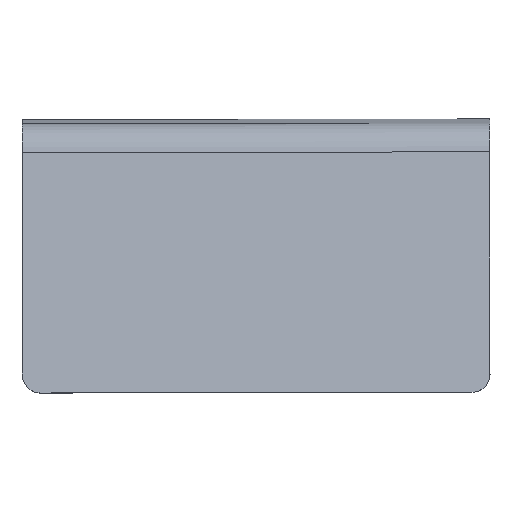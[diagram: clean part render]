
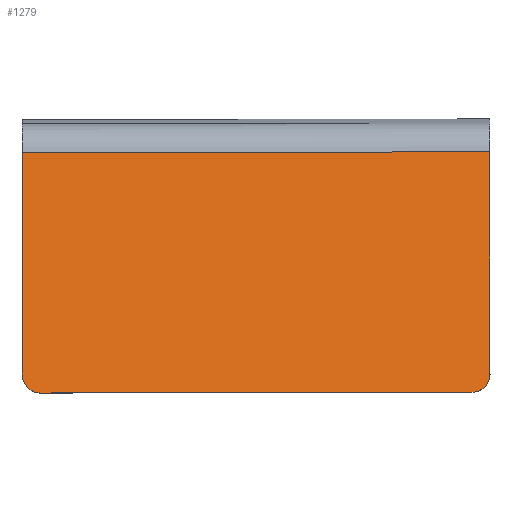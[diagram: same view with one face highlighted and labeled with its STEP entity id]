
A CAD part, top view. The second image highlights one B-rep face of the part: STEP entity #1279.
In plain terms, the highlighted face is planar.
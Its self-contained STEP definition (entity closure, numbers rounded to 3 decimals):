
#16 = EDGE_CURVE ( 'NONE', #725, #614, #1472, .T. ) ;
#103 = DIRECTION ( 'NONE',  ( 0., -0.11, -0.994 ) ) ;
#107 = VECTOR ( 'NONE', #1217, 1000. ) ;
#140 = EDGE_LOOP ( 'NONE', ( #174, #1199, #1754, #1747, #1438, #1185 ) ) ;
#152 = CARTESIAN_POINT ( 'NONE',  ( 1., 6.389, 7.901 ) ) ;
#164 = CARTESIAN_POINT ( 'NONE',  ( 25.9, 6.389, 7.901 ) ) ;
#167 = DIRECTION ( 'NONE',  ( 1., 0., 0. ) ) ;
#174 = ORIENTED_EDGE ( 'NONE', *, *, #16, .F. ) ;
#224 = VERTEX_POINT ( 'NONE', #480 ) ;
#232 = CARTESIAN_POINT ( 'NONE',  ( 0., 4.896, -5.602 ) ) ;
#312 = EDGE_CURVE ( 'NONE', #224, #1593, #1284, .T. ) ;
#348 = CARTESIAN_POINT ( 'NONE',  ( 25.9, 6.343, 7.481 ) ) ;
#447 = VERTEX_POINT ( 'NONE', #1194 ) ;
#480 = CARTESIAN_POINT ( 'NONE',  ( 25.9, 4.896, -5.602 ) ) ;
#559 = EDGE_CURVE ( 'NONE', #614, #785, #1738, .T. ) ;
#560 = DIRECTION ( 'NONE',  ( 0., -0.11, -0.994 ) ) ;
#614 = VERTEX_POINT ( 'NONE', #152 ) ;
#619 = VECTOR ( 'NONE', #167, 1000. ) ;
#624 = EDGE_CURVE ( 'NONE', #447, #224, #640, .T. ) ;
#635 = FACE_OUTER_BOUND ( 'NONE', #140, .T. ) ;
#640 = LINE ( 'NONE', #840, #619 ) ;
#658 = CARTESIAN_POINT ( 'NONE',  ( 1., 6.389, 7.901 ) ) ;
#709 = PLANE ( 'NONE',  #1035 ) ;
#725 = VERTEX_POINT ( 'NONE', #1649 ) ;
#785 = VERTEX_POINT ( 'NONE', #1412 ) ;
#794 = VECTOR ( 'NONE', #103, 1000. ) ;
#804 = CARTESIAN_POINT ( 'NONE',  ( 0., 6.343, 7.481 ) ) ;
#840 = CARTESIAN_POINT ( 'NONE',  ( 25.9, 4.896, -5.602 ) ) ;
#888 = CARTESIAN_POINT ( 'NONE',  ( 25.9, 4.896, -5.602 ) ) ;
#889 = EDGE_CURVE ( 'NONE', #785, #447, #1257, .T. ) ;
#906 = DIRECTION ( 'NONE',  ( 0., 0.11, 0.994 ) ) ;
#981 = EDGE_CURVE ( 'NONE', #1593, #725, #1529, .T. ) ;
#1035 = AXIS2_PLACEMENT_3D ( 'NONE', #1233, #1513, #560 ) ;
#1150 = CARTESIAN_POINT ( 'NONE',  ( 24.9, 6.389, 7.901 ) ) ;
#1161 = CARTESIAN_POINT ( 'NONE',  ( 25.9, 6.277, 6.887 ) ) ;
#1185 = ORIENTED_EDGE ( 'NONE', *, *, #559, .F. ) ;
#1194 = CARTESIAN_POINT ( 'NONE',  ( 0., 4.896, -5.602 ) ) ;
#1199 = ORIENTED_EDGE ( 'NONE', *, *, #981, .F. ) ;
#1217 = DIRECTION ( 'NONE',  ( -1., 0., 0. ) ) ;
#1233 = CARTESIAN_POINT ( 'NONE',  ( 25.9, 4.896, -5.602 ) ) ;
#1257 = LINE ( 'NONE', #232, #794 ) ;
#1279 = ADVANCED_FACE ( 'NONE', ( #635 ), #709, .F. ) ;
#1284 = LINE ( 'NONE', #888, #1755 ) ;
#1310 = CARTESIAN_POINT ( 'NONE',  ( 25.486, 6.389, 7.901 ) ) ;
#1412 = CARTESIAN_POINT ( 'NONE',  ( 0., 6.277, 6.887 ) ) ;
#1438 = ORIENTED_EDGE ( 'NONE', *, *, #889, .F. ) ;
#1472 = LINE ( 'NONE', #164, #107 ) ;
#1513 = DIRECTION ( 'NONE',  ( 0., -0.994, 0.11 ) ) ;
#1529 =( BOUNDED_CURVE ( )  B_SPLINE_CURVE ( 3, ( #1577, #348, #1310, #1150 ),
 .UNSPECIFIED., .F., .F. ) 
 B_SPLINE_CURVE_WITH_KNOTS ( ( 4, 4 ),
 ( 4.712, 6.283 ),
 .UNSPECIFIED. ) 
 CURVE ( )  GEOMETRIC_REPRESENTATION_ITEM ( )  RATIONAL_B_SPLINE_CURVE ( ( 1., 0.805, 0.805, 1. ) ) 
 REPRESENTATION_ITEM ( '' )  );
#1577 = CARTESIAN_POINT ( 'NONE',  ( 25.9, 6.277, 6.887 ) ) ;
#1593 = VERTEX_POINT ( 'NONE', #1161 ) ;
#1602 = CARTESIAN_POINT ( 'NONE',  ( 0., 6.277, 6.887 ) ) ;
#1616 = CARTESIAN_POINT ( 'NONE',  ( 0.414, 6.389, 7.901 ) ) ;
#1649 = CARTESIAN_POINT ( 'NONE',  ( 24.9, 6.389, 7.901 ) ) ;
#1738 =( BOUNDED_CURVE ( )  B_SPLINE_CURVE ( 3, ( #658, #1616, #804, #1602 ),
 .UNSPECIFIED., .F., .T. ) 
 B_SPLINE_CURVE_WITH_KNOTS ( ( 4, 4 ),
 ( 3.142, 4.712 ),
 .UNSPECIFIED. ) 
 CURVE ( )  GEOMETRIC_REPRESENTATION_ITEM ( )  RATIONAL_B_SPLINE_CURVE ( ( 1., 0.805, 0.805, 1. ) ) 
 REPRESENTATION_ITEM ( '' )  );
#1747 = ORIENTED_EDGE ( 'NONE', *, *, #624, .F. ) ;
#1754 = ORIENTED_EDGE ( 'NONE', *, *, #312, .F. ) ;
#1755 = VECTOR ( 'NONE', #906, 1000. ) ;
